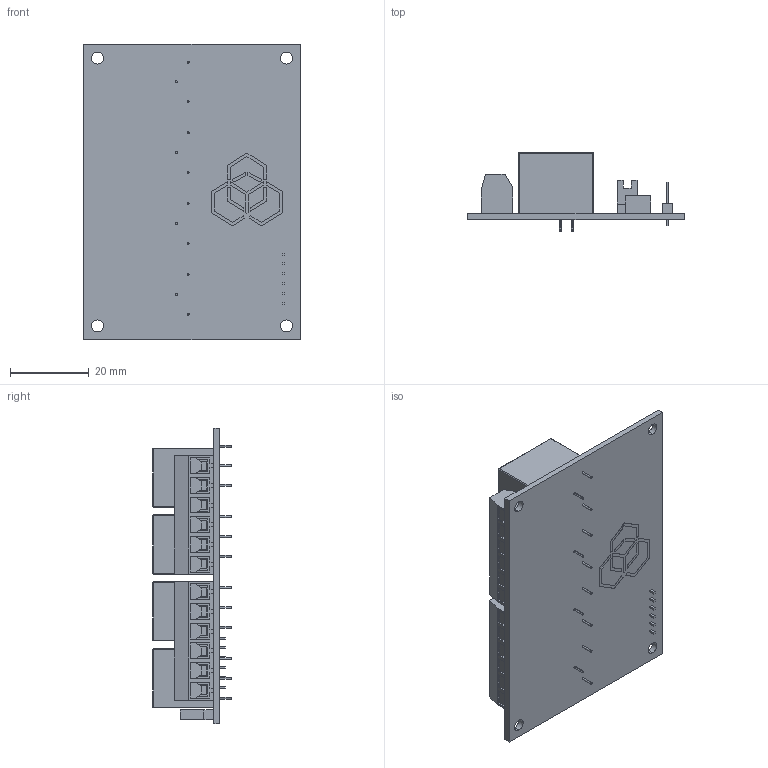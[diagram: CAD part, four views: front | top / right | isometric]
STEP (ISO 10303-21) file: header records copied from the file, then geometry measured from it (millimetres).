
FILE_DESCRIPTION (( 'STEP AP214' ), '1' );
FILE_NAME ('族螓鸶蹶囗嚯铄 疱脲.STEP', '2015-09-27T12:14:40', ( '' ), ( '' ), 'SwSTEP 2.0', 'SolidWorks 2015', '' );
FILE_SCHEMA (( 'AUTOMOTIVE_DESIGN' ));
Length unit declared in the file: millimetre
Products named in the file (1): 族螓鸶蹶囗嚯铄 疱脲
Bounding box: 55 x 20 x 75 mm (x, y, z)
Volume: 28027.8 mm3; surface area: 21258.7 mm2
Topology: 68 solids, 68 shells, 698 faces, 1594 edges, 1036 vertices
Faces by surface type: plane 570, cylinder 112, sphere 16
Entity records: 24145 total; most frequent: CARTESIAN_POINT 3313, DIRECTION 3200, ORIENTED_EDGE 3156, EDGE_CURVE 1578, VECTOR 1354, LINE 1354, VERTEX_POINT 1036, AXIS2_PLACEMENT_3D 923
